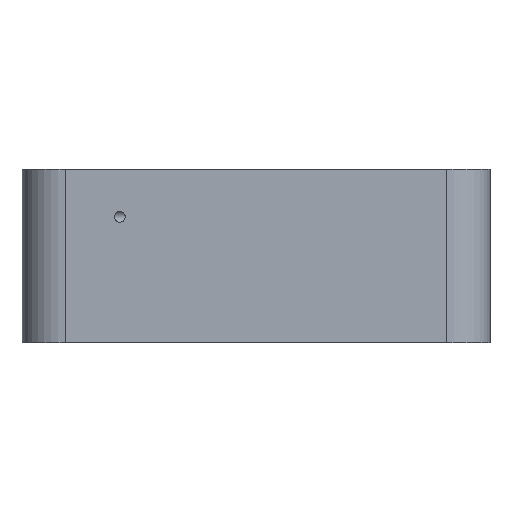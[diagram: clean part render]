
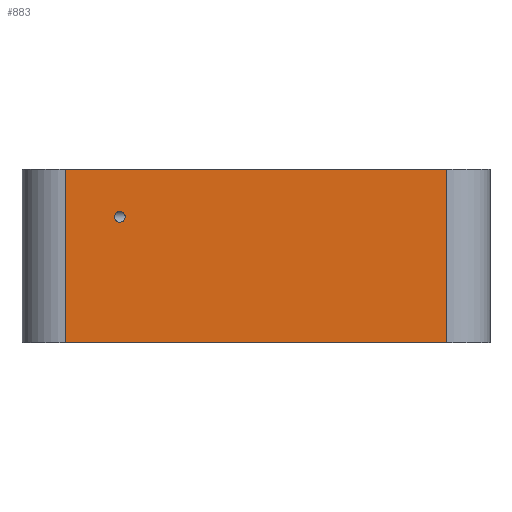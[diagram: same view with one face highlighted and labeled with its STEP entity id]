
A CAD part, front view. The second image highlights one B-rep face of the part: STEP entity #883.
In plain terms, the highlighted planar face has unit normal (0, -1, 0).
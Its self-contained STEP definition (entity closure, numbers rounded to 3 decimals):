
#23 = EDGE_LOOP ( 'NONE', ( #1175, #445 ) ) ;
#110 = DIRECTION ( 'NONE',  ( 0., 0., -1. ) ) ;
#139 = VERTEX_POINT ( 'NONE', #927 ) ;
#198 = CARTESIAN_POINT ( 'NONE',  ( 22.5, -50., 29. ) ) ;
#339 = EDGE_LOOP ( 'NONE', ( #625, #812, #437, #2165 ) ) ;
#352 = LINE ( 'NONE', #2622, #2181 ) ;
#369 = CARTESIAN_POINT ( 'NONE',  ( 22.5, -50., 27.75 ) ) ;
#437 = ORIENTED_EDGE ( 'NONE', *, *, #1210, .T. ) ;
#438 = LINE ( 'NONE', #2710, #752 ) ;
#445 = ORIENTED_EDGE ( 'NONE', *, *, #2204, .F. ) ;
#536 = DIRECTION ( 'NONE',  ( 0., 0., -1. ) ) ;
#574 = VERTEX_POINT ( 'NONE', #2039 ) ;
#625 = ORIENTED_EDGE ( 'NONE', *, *, #1050, .F. ) ;
#752 = VECTOR ( 'NONE', #2325, 1000. ) ;
#765 = DIRECTION ( 'NONE',  ( 0., 0., -1. ) ) ;
#812 = ORIENTED_EDGE ( 'NONE', *, *, #1099, .T. ) ;
#883 = ADVANCED_FACE ( 'NONE', ( #1946, #3629 ), #1381, .T. ) ;
#926 = VERTEX_POINT ( 'NONE', #369 ) ;
#927 = CARTESIAN_POINT ( 'NONE',  ( 97.7, -50., 40. ) ) ;
#935 = AXIS2_PLACEMENT_3D ( 'NONE', #2954, #1506, #110 ) ;
#1007 = CARTESIAN_POINT ( 'NONE',  ( 10., -50., 0. ) ) ;
#1014 = EDGE_CURVE ( 'NONE', #926, #1823, #2241, .T. ) ;
#1050 = EDGE_CURVE ( 'NONE', #3677, #139, #352, .T. ) ;
#1070 = DIRECTION ( 'NONE',  ( 0., -1., 0. ) ) ;
#1099 = EDGE_CURVE ( 'NONE', #3677, #2640, #2455, .T. ) ;
#1175 = ORIENTED_EDGE ( 'NONE', *, *, #1014, .F. ) ;
#1210 = EDGE_CURVE ( 'NONE', #2640, #574, #438, .T. ) ;
#1283 = AXIS2_PLACEMENT_3D ( 'NONE', #2242, #1070, #536 ) ;
#1296 = EDGE_CURVE ( 'NONE', #574, #139, #2288, .T. ) ;
#1381 = PLANE ( 'NONE',  #1283 ) ;
#1506 = DIRECTION ( 'NONE',  ( 0., -1., 0. ) ) ;
#1721 = CARTESIAN_POINT ( 'NONE',  ( 10., -50., 0. ) ) ;
#1823 = VERTEX_POINT ( 'NONE', #2316 ) ;
#1884 = VECTOR ( 'NONE', #765, 1000. ) ;
#1946 = FACE_BOUND ( 'NONE', #23, .T. ) ;
#2039 = CARTESIAN_POINT ( 'NONE',  ( 97.7, -50., 0. ) ) ;
#2165 = ORIENTED_EDGE ( 'NONE', *, *, #1296, .T. ) ;
#2173 = DIRECTION ( 'NONE',  ( 0., 0., -1. ) ) ;
#2181 = VECTOR ( 'NONE', #2332, 1000. ) ;
#2197 = CARTESIAN_POINT ( 'NONE',  ( 97.7, -50., 0. ) ) ;
#2204 = EDGE_CURVE ( 'NONE', #1823, #926, #3498, .T. ) ;
#2241 = CIRCLE ( 'NONE', #935, 1.25 ) ;
#2242 = CARTESIAN_POINT ( 'NONE',  ( 0., -50., 0. ) ) ;
#2288 = LINE ( 'NONE', #2197, #3200 ) ;
#2316 = CARTESIAN_POINT ( 'NONE',  ( 22.5, -50., 30.25 ) ) ;
#2325 = DIRECTION ( 'NONE',  ( 1., 0., 0. ) ) ;
#2332 = DIRECTION ( 'NONE',  ( 1., 0., 0. ) ) ;
#2455 = LINE ( 'NONE', #1007, #1884 ) ;
#2622 = CARTESIAN_POINT ( 'NONE',  ( 0., -50., 40. ) ) ;
#2640 = VERTEX_POINT ( 'NONE', #1721 ) ;
#2710 = CARTESIAN_POINT ( 'NONE',  ( 0., -50., 0. ) ) ;
#2745 = DIRECTION ( 'NONE',  ( 0., -1., 0. ) ) ;
#2954 = CARTESIAN_POINT ( 'NONE',  ( 22.5, -50., 29. ) ) ;
#2998 = CARTESIAN_POINT ( 'NONE',  ( 10., -50., 40. ) ) ;
#3140 = AXIS2_PLACEMENT_3D ( 'NONE', #198, #2745, #2173 ) ;
#3200 = VECTOR ( 'NONE', #3364, 1000. ) ;
#3364 = DIRECTION ( 'NONE',  ( 0., 0., 1. ) ) ;
#3498 = CIRCLE ( 'NONE', #3140, 1.25 ) ;
#3629 = FACE_OUTER_BOUND ( 'NONE', #339, .T. ) ;
#3677 = VERTEX_POINT ( 'NONE', #2998 ) ;
